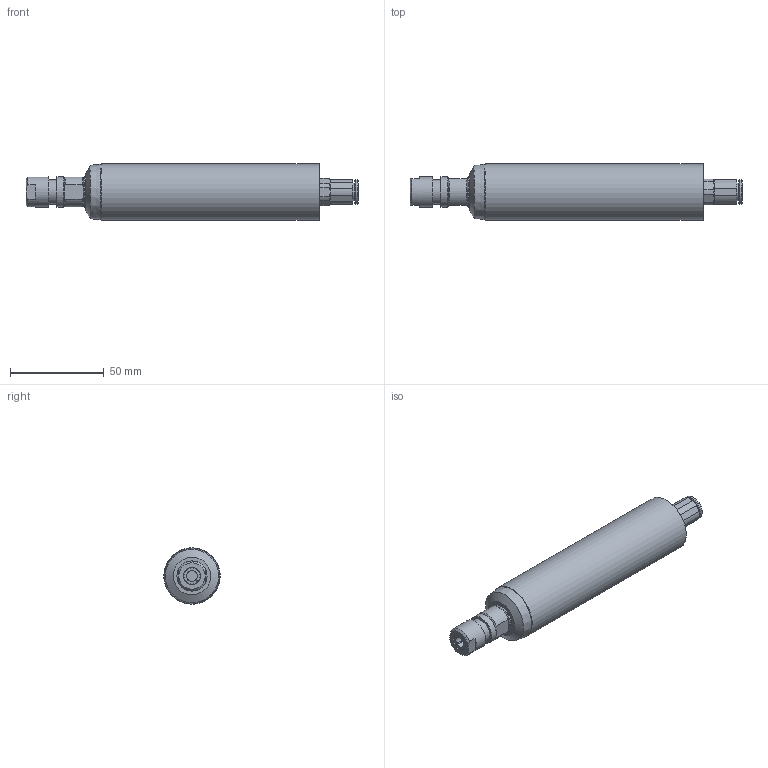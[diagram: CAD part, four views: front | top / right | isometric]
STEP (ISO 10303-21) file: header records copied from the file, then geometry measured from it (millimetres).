
FILE_DESCRIPTION(/* description */ (''),/* implementation_level */ '2;1');
FILE_NAME(/* name */ 'ES 350 ER_60012157.stp',/* time_stamp */ '2019-05-06T15:44:06+02:00',/* author */ ('flambert'),/* organization */ (''),/* preprocessor_version */ 'ST-DEVELOPER v17',/* originating_system */ 'Autodesk Inventor 2018',/* authorisation */ '');
FILE_SCHEMA (('AUTOMOTIVE_DESIGN { 1 0 10303 214 3 1 1 }'));
Length unit declared in the file: millimetre
Products named in the file (1): ES 350 ER_60012157
Bounding box: 176.67 x 29.96 x 29.96 mm (x, y, z)
Volume: 93700.8 mm3; surface area: 18795.5 mm2
Topology: 1 solids, 2 shells, 181 faces, 506 edges, 328 vertices
Faces by surface type: plane 89, cone 48, cylinder 43, torus 1
Full cylindrical faces by diameter (mm): 6 x1, 8 x1, 9.2 x2, 12.19 x1, 13 x3, 16 x3, 23.891 x1, 24 x1, 25 x1, 25.5 x1, 26.917 x1, 30 x1
Entity records: 6155 total; most frequent: CARTESIAN_POINT 1273, ORIENTED_EDGE 1012, DIRECTION 995, EDGE_CURVE 506, AXIS2_PLACEMENT_3D 412, VERTEX_POINT 328, CIRCLE 230, EDGE_LOOP 198
